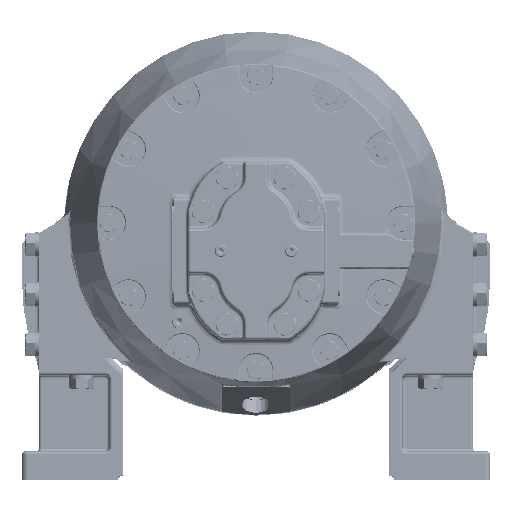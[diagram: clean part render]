
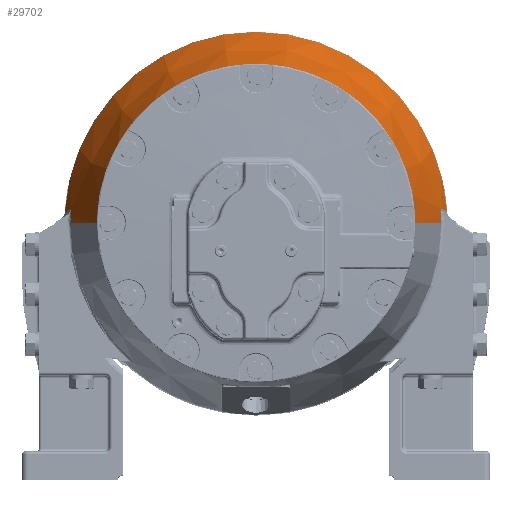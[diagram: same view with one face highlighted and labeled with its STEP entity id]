
A CAD part, top view. The second image highlights one B-rep face of the part: STEP entity #29702.
In plain terms, the highlighted conical face has half-angle 19.767 degrees and reference radius 197.457 mm.
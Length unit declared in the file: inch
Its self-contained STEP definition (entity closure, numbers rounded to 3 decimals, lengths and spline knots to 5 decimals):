
#12151=CARTESIAN_POINT('',(0.,0.,-0.19052));
#12152=DIRECTION('',(0.,0.,-1.));
#12153=DIRECTION('',(-1.,0.,0.));
#12154=AXIS2_PLACEMENT_3D('',#12151,#12152,#12153);
#12156=CARTESIAN_POINT('',(-8.46966,0.51444,
-4.14952));
#12157=CARTESIAN_POINT('',(-8.379,0.56455,
-3.90616));
#12158=CARTESIAN_POINT('',(-8.28787,0.61488,
-3.66307));
#12159=CARTESIAN_POINT('',(-8.19623,0.66543,
-3.42028));
#12161=CARTESIAN_POINT('',(8.19623,0.66543,
-3.42028));
#12162=CARTESIAN_POINT('',(8.28787,0.61488,
-3.66307));
#12163=CARTESIAN_POINT('',(8.379,0.56455,
-3.90616));
#12164=CARTESIAN_POINT('',(8.46966,0.51444,
-4.14952));
#12171=DIRECTION('',(-0.338,0.,0.941));
#12172=VECTOR('',#12171,3.43199);
#12173=CARTESIAN_POINT('',(8.2232,0.,-3.42028));
#12174=LINE('',#12173,#12172);
#12264=DIRECTION('',(-0.338,0.,-0.941));
#12265=VECTOR('',#12264,3.43199);
#12266=CARTESIAN_POINT('',(-7.0625,0.,-0.19052));
#12267=LINE('',#12266,#12265);
#12280=CARTESIAN_POINT('',(0.,0.,-3.42028));
#12281=DIRECTION('',(0.,0.,-1.));
#12282=DIRECTION('',(0.997,0.081,0.));
#12283=AXIS2_PLACEMENT_3D('',#12280,#12281,#12282);
#12521=CARTESIAN_POINT('',(0.,0.,-4.14952));
#12522=DIRECTION('',(0.,0.,-1.));
#12523=DIRECTION('',(-0.998,0.061,0.));
#12524=AXIS2_PLACEMENT_3D('',#12521,#12522,#12523);
#13349=CARTESIAN_POINT('',(0.,0.,-3.42028));
#13350=DIRECTION('',(0.,0.,-1.));
#13351=DIRECTION('',(-1.,0.,0.));
#13352=AXIS2_PLACEMENT_3D('',#13349,#13350,#13351);
#27781=CARTESIAN_POINT('',(-7.0625,0.,-0.19052));
#27782=VERTEX_POINT('',#27781);
#27783=CARTESIAN_POINT('',(7.0625,0.,-0.19052));
#27784=VERTEX_POINT('',#27783);
#27927=CARTESIAN_POINT('',(-8.2232,0.,-3.42028));
#27928=VERTEX_POINT('',#27927);
#27929=CARTESIAN_POINT('',(8.2232,0.,-3.42028));
#27930=VERTEX_POINT('',#27929);
#28123=CARTESIAN_POINT('',(-8.19623,0.66543,
-3.42028));
#28124=VERTEX_POINT('',#28123);
#28126=CARTESIAN_POINT('',(8.19623,0.66543,
-3.42028));
#28127=VERTEX_POINT('',#28126);
#28290=VERTEX_POINT('',#12156);
#28294=VERTEX_POINT('',#12164);
#29680=CARTESIAN_POINT('',(0.,0.,-2.17002));
#29681=DIRECTION('',(0.,0.,-1.));
#29682=DIRECTION('',(-1.,0.,0.));
#29683=AXIS2_PLACEMENT_3D('',#29680,#29681,#29682);
#29684=CONICAL_SURFACE('',#29683,7.77389,19.767);
#29686=ORIENTED_EDGE('',*,*,#29685,.T.);
#29687=ORIENTED_EDGE('',*,*,#29668,.F.);
#29689=ORIENTED_EDGE('',*,*,#29688,.T.);
#29691=ORIENTED_EDGE('',*,*,#29690,.T.);
#29693=ORIENTED_EDGE('',*,*,#29692,.F.);
#29695=ORIENTED_EDGE('',*,*,#29694,.T.);
#29697=ORIENTED_EDGE('',*,*,#29696,.F.);
#29699=ORIENTED_EDGE('',*,*,#29698,.T.);
#29700=EDGE_LOOP('',(#29686,#29687,#29689,#29691,#29693,#29695,#29697,#29699));
#29701=FACE_OUTER_BOUND('',#29700,.F.);
#12155=CIRCLE('',#12154,7.0625);
#12160=B_SPLINE_CURVE_WITH_KNOTS('',3,(#12156,#12157,#12158,#12159),
.UNSPECIFIED.,.F.,.F.,(4,4),(0.,1.),.UNSPECIFIED.);
#12165=B_SPLINE_CURVE_WITH_KNOTS('',3,(#12161,#12162,#12163,#12164),
.UNSPECIFIED.,.F.,.F.,(4,4),(0.,1.),.UNSPECIFIED.);
#12284=CIRCLE('',#12283,8.2232);
#12525=CIRCLE('',#12524,8.48527);
#13353=CIRCLE('',#13352,8.2232);
#29668=EDGE_CURVE('',#27782,#27784,#12155,.T.);
#29685=EDGE_CURVE('',#27930,#27784,#12174,.T.);
#29688=EDGE_CURVE('',#27782,#27928,#12267,.T.);
#29690=EDGE_CURVE('',#27928,#28124,#13353,.T.);
#29692=EDGE_CURVE('',#28290,#28124,#12160,.T.);
#29694=EDGE_CURVE('',#28290,#28294,#12525,.T.);
#29696=EDGE_CURVE('',#28127,#28294,#12165,.T.);
#29698=EDGE_CURVE('',#28127,#27930,#12284,.T.);
#29702=ADVANCED_FACE('',(#29701),#29684,.T.);
